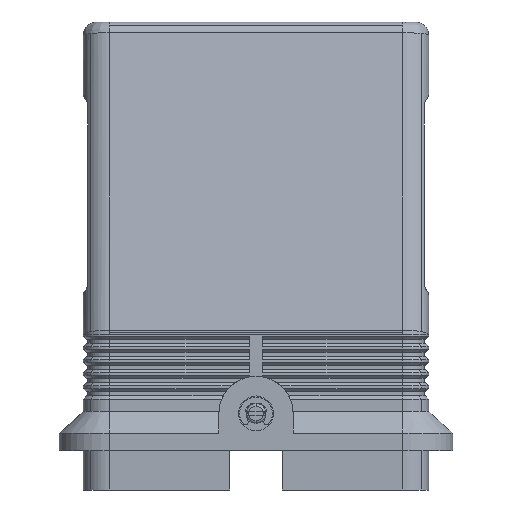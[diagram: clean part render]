
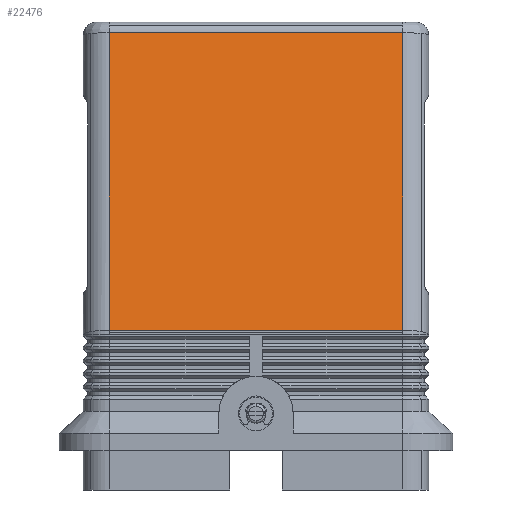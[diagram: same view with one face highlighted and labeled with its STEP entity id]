
A CAD part, left-side view. The second image highlights one B-rep face of the part: STEP entity #22476.
In plain terms, the highlighted planar face has unit normal (-0.984, 0, 0.18).
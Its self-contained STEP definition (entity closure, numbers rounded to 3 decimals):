
#363=CARTESIAN_POINT('',(-60.402,-33.5,36.536));
#364=VERTEX_POINT('',#363);
#372=CARTESIAN_POINT('',(-60.402,33.5,36.536));
#373=VERTEX_POINT('',#372);
#374=CARTESIAN_POINT('',(-60.402,-33.5,36.536));
#375=DIRECTION('',(0.0,1.0,0.0));
#376=VECTOR('',#375,67.);
#377=LINE('',#374,#376);
#378=EDGE_CURVE('',#364,#373,#377,.T.);
#22135=CARTESIAN_POINT('',(-47.95,-33.5,104.54));
#22136=VERTEX_POINT('',#22135);
#22245=CARTESIAN_POINT('',(-47.95,33.5,104.54));
#22246=VERTEX_POINT('',#22245);
#22282=CARTESIAN_POINT('',(-47.95,33.5,104.54));
#22283=DIRECTION('',(0.0,-1.0,0.0));
#22284=VECTOR('',#22283,67.);
#22285=LINE('',#22282,#22284);
#22286=EDGE_CURVE('',#22246,#22136,#22285,.T.);
#22305=CARTESIAN_POINT('',(-60.402,33.5,36.536));
#22306=DIRECTION('',(0.18,0.0,0.984));
#22307=VECTOR('',#22306,69.135);
#22308=LINE('',#22305,#22307);
#22309=EDGE_CURVE('',#373,#22246,#22308,.T.);
#22455=CARTESIAN_POINT('',(-47.95,-33.5,104.54));
#22456=DIRECTION('',(-0.18,0.0,-0.984));
#22457=VECTOR('',#22456,69.135);
#22458=LINE('',#22455,#22457);
#22459=EDGE_CURVE('',#22136,#364,#22458,.T.);
#22465=CARTESIAN_POINT('',(-47.5,0.0,107.));
#22466=DIRECTION('',(-0.984,0.0,0.18));
#22467=DIRECTION('',(0.18,0.0,0.984));
#22468=AXIS2_PLACEMENT_3D('',#22465,#22466,#22467);
#22469=PLANE('',#22468);
#22470=ORIENTED_EDGE('',*,*,#22286,.F.);
#22471=ORIENTED_EDGE('',*,*,#22309,.F.);
#22472=ORIENTED_EDGE('',*,*,#378,.F.);
#22473=ORIENTED_EDGE('',*,*,#22459,.F.);
#22474=EDGE_LOOP('',(#22470,#22471,#22472,#22473));
#22475=FACE_OUTER_BOUND('',#22474,.T.);
#22476=ADVANCED_FACE('',(#22475),#22469,.T.);
